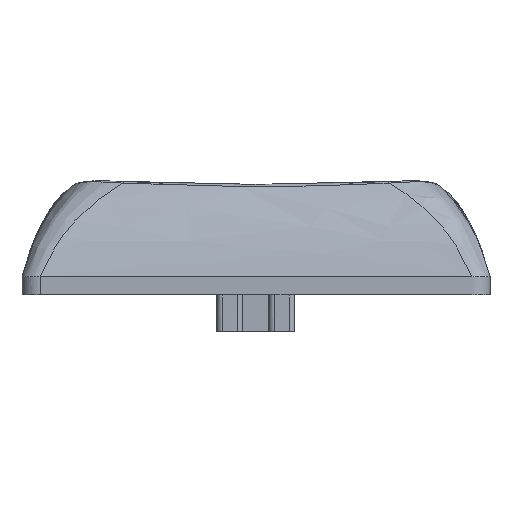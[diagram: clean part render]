
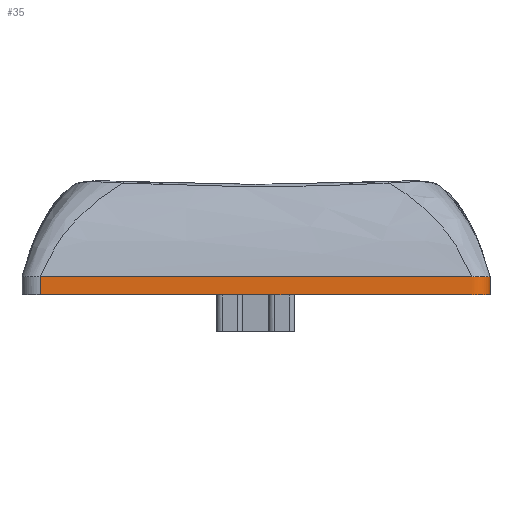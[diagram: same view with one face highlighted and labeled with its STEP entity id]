
A CAD part, left-side view. The second image highlights one B-rep face of the part: STEP entity #35.
In plain terms, the highlighted free-form (B-spline) face has degree [1, 2] with [2, 9] control points.
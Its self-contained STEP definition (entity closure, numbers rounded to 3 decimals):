
#35=ADVANCED_FACE('',(#157),#1946,.T.);
#157=FACE_OUTER_BOUND('',#279,.T.);
#279=EDGE_LOOP('',(#512,#513,#514,#515,#516,#517,#518));
#512=ORIENTED_EDGE('',*,*,#1382,.T.);
#513=ORIENTED_EDGE('',*,*,#1207,.T.);
#514=ORIENTED_EDGE('',*,*,#1208,.T.);
#515=ORIENTED_EDGE('',*,*,#1209,.T.);
#516=ORIENTED_EDGE('',*,*,#1210,.T.);
#517=ORIENTED_EDGE('',*,*,#1176,.F.);
#518=ORIENTED_EDGE('',*,*,#1383,.F.);
#1176=EDGE_CURVE('',#1808,#1809,#1439,.T.);
#1207=EDGE_CURVE('',#1830,#1831,#1470,.T.);
#1208=EDGE_CURVE('',#1831,#1832,#1471,.T.);
#1209=EDGE_CURVE('',#1832,#1833,#1472,.T.);
#1210=EDGE_CURVE('',#1833,#1809,#1473,.T.);
#1382=EDGE_CURVE('',#1934,#1830,#1512,.T.);
#1383=EDGE_CURVE('',#1934,#1808,#1513,.T.);
#1439=(
BOUNDED_CURVE()
B_SPLINE_CURVE(1,(#5982,#5983),.UNSPECIFIED.,.F.,.F.)
B_SPLINE_CURVE_WITH_KNOTS((2,2),(0.,0.7),.UNSPECIFIED.)
CURVE()
GEOMETRIC_REPRESENTATION_ITEM()
RATIONAL_B_SPLINE_CURVE((1.,1.))
REPRESENTATION_ITEM('')
);
#1470=(
BOUNDED_CURVE()
B_SPLINE_CURVE(2,(#6213,#6214,#6215),.UNSPECIFIED.,.F.,.F.)
B_SPLINE_CURVE_WITH_KNOTS((3,3),(49.649,50.749),
 .UNSPECIFIED.)
CURVE()
GEOMETRIC_REPRESENTATION_ITEM()
RATIONAL_B_SPLINE_CURVE((1.,0.707,1.))
REPRESENTATION_ITEM('')
);
#1471=(
BOUNDED_CURVE()
B_SPLINE_CURVE(2,(#6216,#6217,#6218),.UNSPECIFIED.,.F.,.F.)
B_SPLINE_CURVE_WITH_KNOTS((3,3),(50.749,81.599),
 .UNSPECIFIED.)
CURVE()
GEOMETRIC_REPRESENTATION_ITEM()
RATIONAL_B_SPLINE_CURVE((1.,1.,1.))
REPRESENTATION_ITEM('')
);
#1472=(
BOUNDED_CURVE()
B_SPLINE_CURVE(2,(#6219,#6220,#6221),.UNSPECIFIED.,.F.,.F.)
B_SPLINE_CURVE_WITH_KNOTS((3,3),(81.599,82.698),
 .UNSPECIFIED.)
CURVE()
GEOMETRIC_REPRESENTATION_ITEM()
RATIONAL_B_SPLINE_CURVE((1.,0.707,1.))
REPRESENTATION_ITEM('')
);
#1473=(
BOUNDED_CURVE()
B_SPLINE_CURVE(2,(#6222,#6223,#6224),.UNSPECIFIED.,.F.,.F.)
B_SPLINE_CURVE_WITH_KNOTS((3,3),(82.698,99.298),
 .UNSPECIFIED.)
CURVE()
GEOMETRIC_REPRESENTATION_ITEM()
RATIONAL_B_SPLINE_CURVE((1.,1.,1.))
REPRESENTATION_ITEM('')
);
#1512=(
BOUNDED_CURVE()
B_SPLINE_CURVE(1,(#7244,#7245),.UNSPECIFIED.,.F.,.F.)
B_SPLINE_CURVE_WITH_KNOTS((2,2),(0.,0.7),.UNSPECIFIED.)
CURVE()
GEOMETRIC_REPRESENTATION_ITEM()
RATIONAL_B_SPLINE_CURVE((1.,1.))
REPRESENTATION_ITEM('')
);
#1513=(
BOUNDED_CURVE()
B_SPLINE_CURVE(2,(#7246,#7247,#7248,#7249,#7250,#7251,#7252,#7253,#7254),
 .UNSPECIFIED.,.F.,.F.)
B_SPLINE_CURVE_WITH_KNOTS((3,2,2,2,3),(49.649,50.749,
81.599,82.698,99.298),.UNSPECIFIED.)
CURVE()
GEOMETRIC_REPRESENTATION_ITEM()
RATIONAL_B_SPLINE_CURVE((1.,0.707,1.,1.,1.,0.707,
1.,1.,1.))
REPRESENTATION_ITEM('')
);
#1808=VERTEX_POINT('',#5570);
#1809=VERTEX_POINT('',#5571);
#1830=VERTEX_POINT('',#5592);
#1831=VERTEX_POINT('',#5593);
#1832=VERTEX_POINT('',#5594);
#1833=VERTEX_POINT('',#5595);
#1934=VERTEX_POINT('',#5696);
#1946=(
BOUNDED_SURFACE()
B_SPLINE_SURFACE(1,2,((#2355,#2356,#2357,#2358,#2359,#2360,#2361,#2362,
#2363),(#2364,#2365,#2366,#2367,#2368,#2369,#2370,#2371,#2372)),
 .UNSPECIFIED.,.F.,.F.,.F.)
B_SPLINE_SURFACE_WITH_KNOTS((2,2),(3,2,2,2,3),(0.,0.7),(49.649,
50.749,81.599,82.698,99.298),
 .UNSPECIFIED.)
GEOMETRIC_REPRESENTATION_ITEM()
RATIONAL_B_SPLINE_SURFACE(((1.,0.707,1.,1.,1.,0.707,
1.,1.,1.),(1.,0.707,1.,1.,1.,0.707,1.,1.,1.)))
REPRESENTATION_ITEM('')
SURFACE()
);
#2355=CARTESIAN_POINT('',(77.75,49.7,-0.4));
#2356=CARTESIAN_POINT('',(77.75,49.,-0.4));
#2357=CARTESIAN_POINT('',(77.05,49.,-0.4));
#2358=CARTESIAN_POINT('',(61.625,49.,-0.4));
#2359=CARTESIAN_POINT('',(46.2,49.,-0.4));
#2360=CARTESIAN_POINT('',(45.5,49.,-0.4));
#2361=CARTESIAN_POINT('',(45.5,49.7,-0.4));
#2362=CARTESIAN_POINT('',(45.5,58.,-0.4));
#2363=CARTESIAN_POINT('',(45.5,66.3,-0.4));
#2364=CARTESIAN_POINT('',(77.75,49.7,0.3));
#2365=CARTESIAN_POINT('',(77.75,49.,0.3));
#2366=CARTESIAN_POINT('',(77.05,49.,0.3));
#2367=CARTESIAN_POINT('',(61.625,49.,0.3));
#2368=CARTESIAN_POINT('',(46.2,49.,0.3));
#2369=CARTESIAN_POINT('',(45.5,49.,0.3));
#2370=CARTESIAN_POINT('',(45.5,49.7,0.3));
#2371=CARTESIAN_POINT('',(45.5,58.,0.3));
#2372=CARTESIAN_POINT('',(45.5,66.3,0.3));
#5570=CARTESIAN_POINT('',(45.5,66.3,-0.4));
#5571=CARTESIAN_POINT('',(45.5,66.3,0.3));
#5592=CARTESIAN_POINT('',(77.75,49.7,0.3));
#5593=CARTESIAN_POINT('',(77.05,49.,0.3));
#5594=CARTESIAN_POINT('',(46.2,49.,0.3));
#5595=CARTESIAN_POINT('',(45.5,49.7,0.3));
#5696=CARTESIAN_POINT('',(77.75,49.7,-0.4));
#5982=CARTESIAN_POINT('',(45.5,66.3,-0.4));
#5983=CARTESIAN_POINT('',(45.5,66.3,0.3));
#6213=CARTESIAN_POINT('',(77.75,49.7,0.3));
#6214=CARTESIAN_POINT('',(77.75,49.,0.3));
#6215=CARTESIAN_POINT('',(77.05,49.,0.3));
#6216=CARTESIAN_POINT('',(77.05,49.,0.3));
#6217=CARTESIAN_POINT('',(61.625,49.,0.3));
#6218=CARTESIAN_POINT('',(46.2,49.,0.3));
#6219=CARTESIAN_POINT('',(46.2,49.,0.3));
#6220=CARTESIAN_POINT('',(45.5,49.,0.3));
#6221=CARTESIAN_POINT('',(45.5,49.7,0.3));
#6222=CARTESIAN_POINT('',(45.5,49.7,0.3));
#6223=CARTESIAN_POINT('',(45.5,58.,0.3));
#6224=CARTESIAN_POINT('',(45.5,66.3,0.3));
#7244=CARTESIAN_POINT('',(77.75,49.7,-0.4));
#7245=CARTESIAN_POINT('',(77.75,49.7,0.3));
#7246=CARTESIAN_POINT('',(77.75,49.7,-0.4));
#7247=CARTESIAN_POINT('',(77.75,49.,-0.4));
#7248=CARTESIAN_POINT('',(77.05,49.,-0.4));
#7249=CARTESIAN_POINT('',(61.625,49.,-0.4));
#7250=CARTESIAN_POINT('',(46.2,49.,-0.4));
#7251=CARTESIAN_POINT('',(45.5,49.,-0.4));
#7252=CARTESIAN_POINT('',(45.5,49.7,-0.4));
#7253=CARTESIAN_POINT('',(45.5,58.,-0.4));
#7254=CARTESIAN_POINT('',(45.5,66.3,-0.4));
